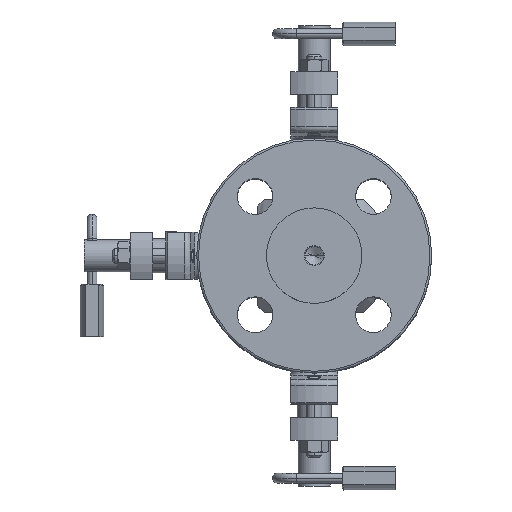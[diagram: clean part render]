
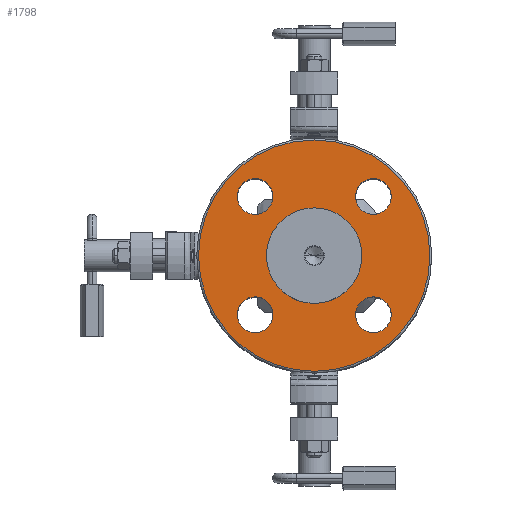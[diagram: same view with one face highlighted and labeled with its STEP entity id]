
A CAD part, top view. The second image highlights one B-rep face of the part: STEP entity #1798.
In plain terms, the highlighted planar face has unit normal (0, 0, 1).
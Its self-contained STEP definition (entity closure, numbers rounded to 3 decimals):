
#29=CARTESIAN_POINT('',(0.,0.,83.7));
#30=DIRECTION('',(0.,0.,-1.));
#31=DIRECTION('',(0.,1.,0.));
#32=AXIS2_PLACEMENT_3D('',#29,#30,#31);
#34=CARTESIAN_POINT('',(0.,0.,83.7));
#35=DIRECTION('',(0.,0.,-1.));
#36=DIRECTION('',(0.,-1.,0.));
#37=AXIS2_PLACEMENT_3D('',#34,#35,#36);
#39=CARTESIAN_POINT('',(-31.431,31.431,83.7));
#40=DIRECTION('',(0.,0.,-1.));
#41=DIRECTION('',(-1.,0.,0.));
#42=AXIS2_PLACEMENT_3D('',#39,#40,#41);
#44=CARTESIAN_POINT('',(-31.431,31.431,83.7));
#45=DIRECTION('',(0.,0.,-1.));
#46=DIRECTION('',(1.,0.,0.));
#47=AXIS2_PLACEMENT_3D('',#44,#45,#46);
#49=CARTESIAN_POINT('',(31.431,31.431,83.7));
#50=DIRECTION('',(0.,0.,-1.));
#51=DIRECTION('',(0.,1.,0.));
#52=AXIS2_PLACEMENT_3D('',#49,#50,#51);
#54=CARTESIAN_POINT('',(31.431,31.431,83.7));
#55=DIRECTION('',(0.,0.,-1.));
#56=DIRECTION('',(0.,-1.,0.));
#57=AXIS2_PLACEMENT_3D('',#54,#55,#56);
#59=CARTESIAN_POINT('',(31.431,-31.431,83.7));
#60=DIRECTION('',(0.,0.,-1.));
#61=DIRECTION('',(1.,0.,0.));
#62=AXIS2_PLACEMENT_3D('',#59,#60,#61);
#64=CARTESIAN_POINT('',(31.431,-31.431,83.7));
#65=DIRECTION('',(0.,0.,-1.));
#66=DIRECTION('',(-1.,0.,0.));
#67=AXIS2_PLACEMENT_3D('',#64,#65,#66);
#69=CARTESIAN_POINT('',(-31.431,-31.431,83.7));
#70=DIRECTION('',(0.,0.,-1.));
#71=DIRECTION('',(0.,-1.,0.));
#72=AXIS2_PLACEMENT_3D('',#69,#70,#71);
#74=CARTESIAN_POINT('',(-31.431,-31.431,83.7));
#75=DIRECTION('',(0.,0.,-1.));
#76=DIRECTION('',(0.,1.,0.));
#77=AXIS2_PLACEMENT_3D('',#74,#75,#76);
#79=CARTESIAN_POINT('',(0.,0.,83.7));
#80=DIRECTION('',(0.,0.,-1.));
#81=DIRECTION('',(0.,1.,0.));
#82=AXIS2_PLACEMENT_3D('',#79,#80,#81);
#84=CARTESIAN_POINT('',(0.,0.,83.7));
#85=DIRECTION('',(0.,0.,-1.));
#86=DIRECTION('',(0.,-1.,0.));
#87=AXIS2_PLACEMENT_3D('',#84,#85,#86);
#1422=CARTESIAN_POINT('',(0.,25.4,83.7));
#1423=CARTESIAN_POINT('',(0.,-25.4,83.7));
#1424=VERTEX_POINT('',#1422);
#1425=VERTEX_POINT('',#1423);
#1458=CARTESIAN_POINT('',(-40.931,31.431,83.7));
#1459=CARTESIAN_POINT('',(-21.931,31.431,83.7));
#1460=VERTEX_POINT('',#1458);
#1461=VERTEX_POINT('',#1459);
#1466=CARTESIAN_POINT('',(31.431,40.931,83.7));
#1467=CARTESIAN_POINT('',(31.431,21.931,83.7));
#1468=VERTEX_POINT('',#1466);
#1469=VERTEX_POINT('',#1467);
#1474=CARTESIAN_POINT('',(40.931,-31.431,83.7));
#1475=CARTESIAN_POINT('',(21.931,-31.431,83.7));
#1476=VERTEX_POINT('',#1474);
#1477=VERTEX_POINT('',#1475);
#1482=CARTESIAN_POINT('',(-31.431,-40.931,83.7));
#1483=CARTESIAN_POINT('',(-31.431,-21.931,83.7));
#1484=VERTEX_POINT('',#1482);
#1485=VERTEX_POINT('',#1483);
#1590=CARTESIAN_POINT('',(0.,61.5,83.7));
#1591=CARTESIAN_POINT('',(0.,-61.5,83.7));
#1592=VERTEX_POINT('',#1590);
#1593=VERTEX_POINT('',#1591);
#1759=CARTESIAN_POINT('',(0.,0.,83.7));
#1760=DIRECTION('',(0.,0.,1.));
#1761=DIRECTION('',(0.,1.,0.));
#1762=AXIS2_PLACEMENT_3D('',#1759,#1760,#1761);
#1763=PLANE('',#1762);
#1765=ORIENTED_EDGE('',*,*,#1764,.T.);
#1767=ORIENTED_EDGE('',*,*,#1766,.T.);
#1768=EDGE_LOOP('',(#1765,#1767));
#1769=FACE_OUTER_BOUND('',#1768,.F.);
#1771=ORIENTED_EDGE('',*,*,#1770,.F.);
#1773=ORIENTED_EDGE('',*,*,#1772,.F.);
#1774=EDGE_LOOP('',(#1771,#1773));
#1775=FACE_BOUND('',#1774,.F.);
#1777=ORIENTED_EDGE('',*,*,#1776,.F.);
#1779=ORIENTED_EDGE('',*,*,#1778,.F.);
#1780=EDGE_LOOP('',(#1777,#1779));
#1781=FACE_BOUND('',#1780,.F.);
#1783=ORIENTED_EDGE('',*,*,#1782,.F.);
#1785=ORIENTED_EDGE('',*,*,#1784,.F.);
#1786=EDGE_LOOP('',(#1783,#1785));
#1787=FACE_BOUND('',#1786,.F.);
#1789=ORIENTED_EDGE('',*,*,#1788,.F.);
#1791=ORIENTED_EDGE('',*,*,#1790,.F.);
#1792=EDGE_LOOP('',(#1789,#1791));
#1793=FACE_BOUND('',#1792,.F.);
#1794=ORIENTED_EDGE('',*,*,#1739,.F.);
#1795=ORIENTED_EDGE('',*,*,#1753,.F.);
#1796=EDGE_LOOP('',(#1794,#1795));
#1797=FACE_BOUND('',#1796,.F.);
#1798=ADVANCED_FACE('',(#1769,#1775,#1781,#1787,#1793,#1797),#1763,.T.);
#33=CIRCLE('',#32,25.4);
#38=CIRCLE('',#37,25.4);
#43=CIRCLE('',#42,9.5);
#48=CIRCLE('',#47,9.5);
#53=CIRCLE('',#52,9.5);
#58=CIRCLE('',#57,9.5);
#63=CIRCLE('',#62,9.5);
#68=CIRCLE('',#67,9.5);
#73=CIRCLE('',#72,9.5);
#78=CIRCLE('',#77,9.5);
#83=CIRCLE('',#82,61.5);
#88=CIRCLE('',#87,61.5);
#1739=EDGE_CURVE('',#1424,#1425,#33,.T.);
#1753=EDGE_CURVE('',#1425,#1424,#38,.T.);
#1764=EDGE_CURVE('',#1592,#1593,#83,.T.);
#1766=EDGE_CURVE('',#1593,#1592,#88,.T.);
#1770=EDGE_CURVE('',#1460,#1461,#43,.T.);
#1772=EDGE_CURVE('',#1461,#1460,#48,.T.);
#1776=EDGE_CURVE('',#1468,#1469,#53,.T.);
#1778=EDGE_CURVE('',#1469,#1468,#58,.T.);
#1782=EDGE_CURVE('',#1476,#1477,#63,.T.);
#1784=EDGE_CURVE('',#1477,#1476,#68,.T.);
#1788=EDGE_CURVE('',#1484,#1485,#73,.T.);
#1790=EDGE_CURVE('',#1485,#1484,#78,.T.);
